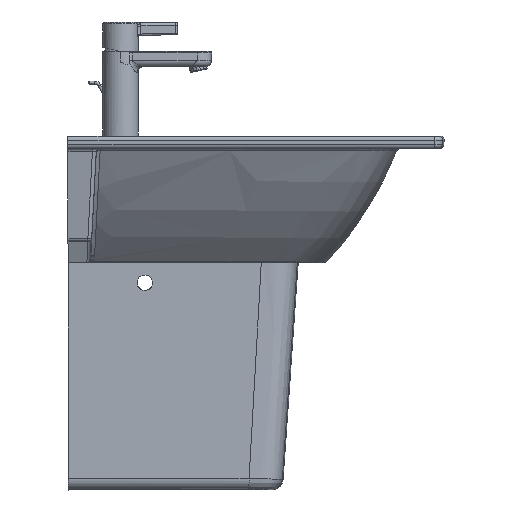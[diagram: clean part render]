
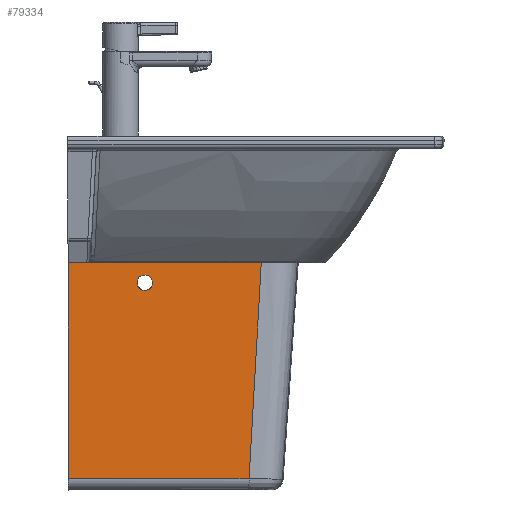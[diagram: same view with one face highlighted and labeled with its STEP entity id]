
A CAD part, front view. The second image highlights one B-rep face of the part: STEP entity #79334.
In plain terms, the highlighted planar face has unit normal (0.037, -0.999, -0.013).
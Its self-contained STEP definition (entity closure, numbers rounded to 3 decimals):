
#73901=CARTESIAN_POINT('',(235.68,-72.625,-285.196));
#73902=VERTEX_POINT('',#73901);
#73969=CARTESIAN_POINT('',(0.,-81.267,-285.196));
#73970=VERTEX_POINT('',#73969);
#73971=CARTESIAN_POINT('',(0.,-81.267,-285.196));
#73972=DIRECTION('',(0.999,0.037,0.));
#73973=VECTOR('',#73972,235.839);
#73974=LINE('',#73971,#73973);
#73975=EDGE_CURVE('',#73970,#73902,#73974,.T.);
#74069=CARTESIAN_POINT('',(251.831,-75.766,0.));
#74070=VERTEX_POINT('',#74069);
#74071=CARTESIAN_POINT('',(251.831,-75.766,0.));
#74072=DIRECTION('',(-0.057,0.011,-0.998));
#74073=VECTOR('',#74072,285.67);
#74074=LINE('',#74071,#74073);
#74075=EDGE_CURVE('',#74070,#73902,#74074,.T.);
#77866=CARTESIAN_POINT('',(0.,-85.,0.));
#77867=VERTEX_POINT('',#77866);
#77868=CARTESIAN_POINT('',(0.0,-81.267,-285.196));
#77869=DIRECTION('',(0.0,-0.013,1.));
#77870=VECTOR('',#77869,285.221);
#77871=LINE('',#77868,#77870);
#77872=EDGE_CURVE('',#73970,#77867,#77871,.T.);
#77898=CARTESIAN_POINT('',(251.831,-75.766,0.0));
#77899=DIRECTION('',(-0.999,-0.037,0.0));
#77900=VECTOR('',#77899,252.);
#77901=LINE('',#77898,#77900);
#77902=EDGE_CURVE('',#74070,#77867,#77901,.T.);
#79312=CARTESIAN_POINT('',(117.142,-78.741,-150.));
#79313=DIRECTION('',(0.037,-0.999,-0.013));
#79314=DIRECTION('',(0.0,0.013,-1.));
#79315=AXIS2_PLACEMENT_3D('',#79312,#79313,#79314);
#79316=PLANE('',#79315);
#79317=ORIENTED_EDGE('',*,*,#77872,.F.);
#79318=ORIENTED_EDGE('',*,*,#73975,.T.);
#79319=ORIENTED_EDGE('',*,*,#74075,.F.);
#79320=ORIENTED_EDGE('',*,*,#77902,.T.);
#79321=EDGE_LOOP('',(#79317,#79318,#79319,#79320));
#79322=FACE_OUTER_BOUND('',#79321,.T.);
#79323=CARTESIAN_POINT('',(90.0,-81.307,-30.0));
#79324=VERTEX_POINT('',#79323);
#79325=CARTESIAN_POINT('',(100.0,-80.94,-30.0));
#79326=DIRECTION('',(-0.037,0.999,0.013));
#79327=DIRECTION('',(-0.941,-0.039,0.336));
#79328=AXIS2_PLACEMENT_3D('',#79325,#79326,#79327);
#79329=ELLIPSE('',#79328,10.008,10.0);
#79330=EDGE_CURVE('',#79324,#79324,#79329,.T.);
#79331=ORIENTED_EDGE('',*,*,#79330,.T.);
#79332=EDGE_LOOP('',(#79331));
#79333=FACE_BOUND('',#79332,.T.);
#79334=ADVANCED_FACE('',(#79322,#79333),#79316,.T.);
